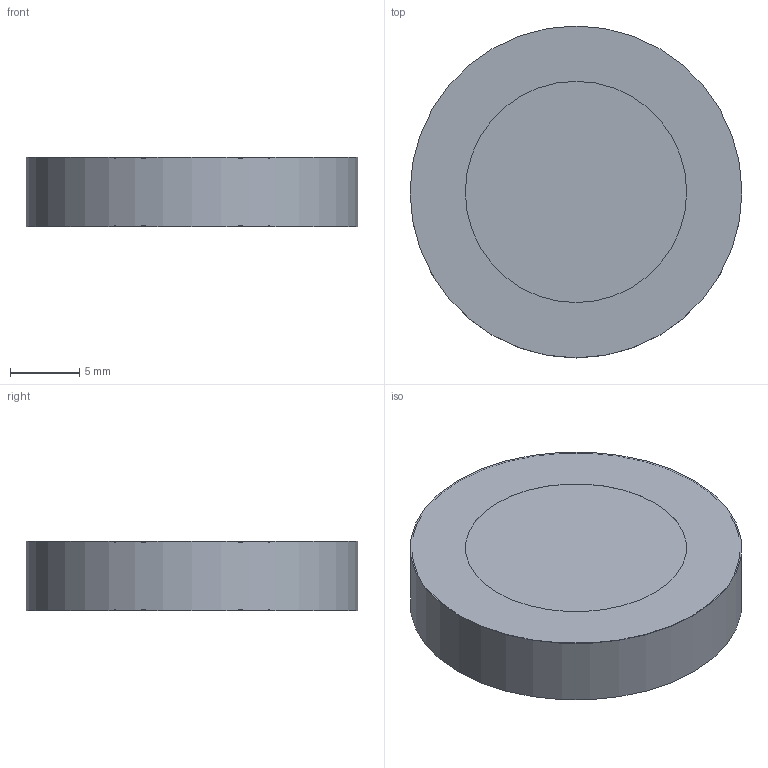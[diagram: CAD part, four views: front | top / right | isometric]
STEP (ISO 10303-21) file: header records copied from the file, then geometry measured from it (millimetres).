
FILE_DESCRIPTION(('FreeCAD Model'),'2;1');
FILE_NAME('lir2450hp.step' ,'2019-07-26T13:35:39',('Author'),(''), 'Open CASCADE STEP processor 7.3','FreeCAD','Unknown');
FILE_SCHEMA(('AUTOMOTIVE_DESIGN { 1 0 10303 214 1 1 1 1 }'));
Length unit declared in the file: millimetre
Products named in the file (3): Part; Body; Body001
Assembly tree (2 placements, depth 2):
  Part
    Body
    Body001
Bounding box: 24 x 24 x 5 mm (x, y, z)
Surface area: 2387.1 mm2
Topology: 2 solids, 2 shells, 7 faces, 9 edges, 6 vertices
Faces by surface type: plane 4, cylinder 3
Full cylindrical faces by diameter (mm): 16 x1, 23.8 x1, 24 x1
Entity records: 219 total; most frequent: DIRECTION 35, CARTESIAN_POINT 25, ORIENTED_EDGE 18, AXIS2_PLACEMENT_3D 16, FACE_BOUND 9, EDGE_LOOP 9, EDGE_CURVE 9, ADVANCED_FACE 7
